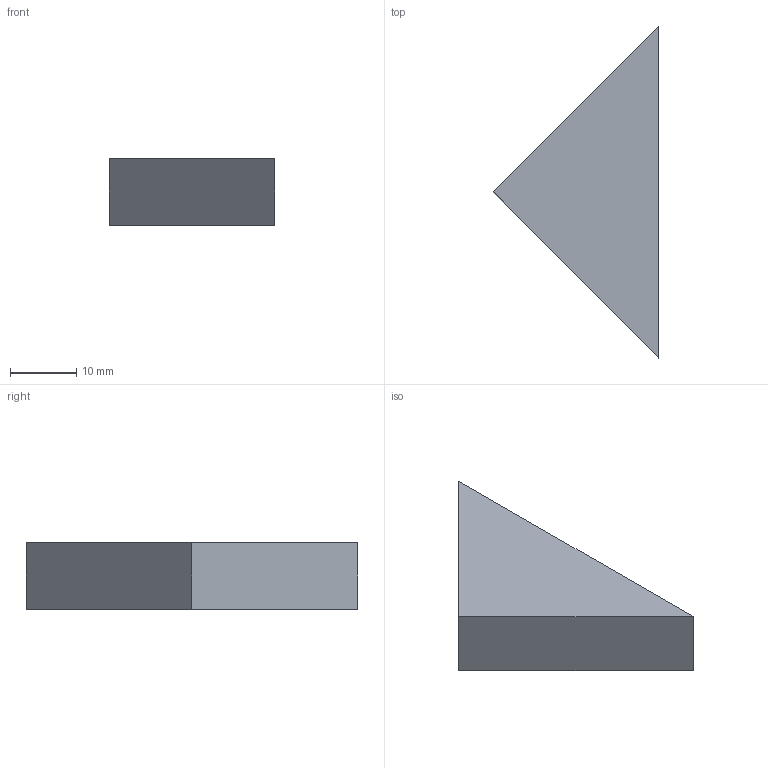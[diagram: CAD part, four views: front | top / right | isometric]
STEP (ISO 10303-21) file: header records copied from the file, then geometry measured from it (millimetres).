
FILE_DESCRIPTION(('FreeCAD Model'),'2;1');
FILE_NAME('Open CASCADE Shape Model','2022-08-23T18:25:10',(''),(''), 'Open CASCADE STEP processor 7.6','FreeCAD','Unknown');
FILE_SCHEMA(('AUTOMOTIVE_DESIGN { 1 0 10303 214 1 1 1 1 }'));
Length unit declared in the file: millimetre
Products named in the file (1): Pad
Bounding box: 25 x 50 x 10 mm (x, y, z)
Volume: 6250 mm3; surface area: 2457.1 mm2
Topology: 1 solids, 1 shells, 5 faces, 9 edges, 6 vertices
Faces by surface type: plane 5
Entity records: 262 total; most frequent: CARTESIAN_POINT 39, DIRECTION 39, LINE 27, VECTOR 27, ORIENTED_EDGE 18, PCURVE 18, DEFINITIONAL_REPRESENTATION 18, EDGE_CURVE 9
